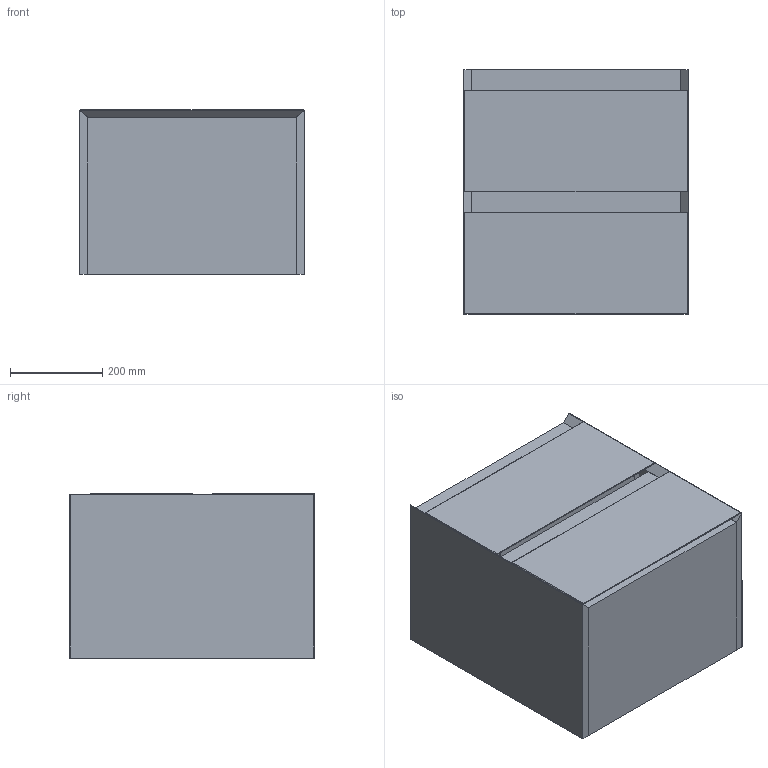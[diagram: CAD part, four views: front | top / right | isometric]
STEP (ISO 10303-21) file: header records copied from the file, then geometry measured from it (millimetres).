
FILE_DESCRIPTION (( 'STEP AP214' ), '1' );
FILE_NAME ('UNI050W2_STEP_V11022.STEP', '2022-11-25T11:31:31', ( '' ), ( '' ), 'SwSTEP 2.0', 'SolidWorks 2019', '' );
FILE_SCHEMA (( 'AUTOMOTIVE_DESIGN' ));
Length unit declared in the file: millimetre
Products named in the file (4): Drawers_v10722_50cm Bottom Drawer; Carcass_v10722_500S 2D; UNI050W2_STEP_V11022; Drawers_v10722_50cm Top Drawer
Assembly tree (3 placements, depth 2):
  UNI050W2_STEP_V11022
    Carcass_v10722_500S 2D
    Drawers_v10722_50cm Bottom Drawer
    Drawers_v10722_50cm Top Drawer
Bounding box: 490 x 530 x 358 mm (x, y, z)
Volume: 22036023 mm3; surface area: 2926834.7 mm2
Topology: 18 solids, 18 shells, 163 faces, 367 edges, 236 vertices
Faces by surface type: plane 131, cylinder 28, sphere 4
Entity records: 4676 total; most frequent: CARTESIAN_POINT 808, ORIENTED_EDGE 718, DIRECTION 711, EDGE_CURVE 359, LINE 313, VECTOR 313, VERTEX_POINT 232, AXIS2_PLACEMENT_3D 199
